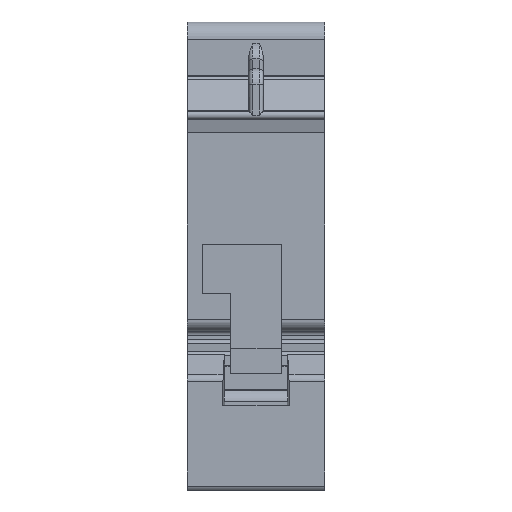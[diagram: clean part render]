
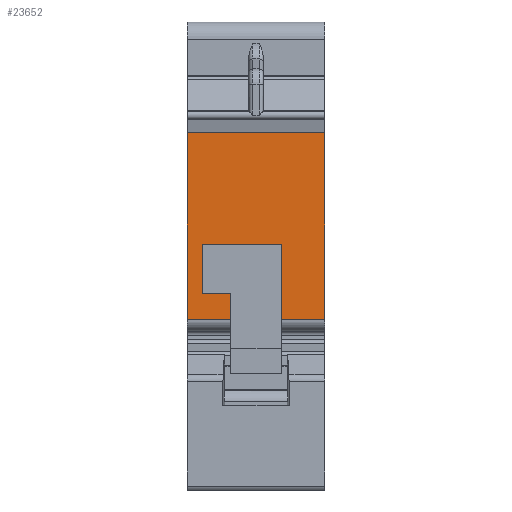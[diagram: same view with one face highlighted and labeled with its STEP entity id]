
A CAD part, front view. The second image highlights one B-rep face of the part: STEP entity #23652.
In plain terms, the highlighted planar face has unit normal (0, -1, 0).
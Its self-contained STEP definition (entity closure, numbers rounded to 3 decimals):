
#192 = EDGE_CURVE ( 'NONE', #3872, #8099, #41690, .T. ) ;
#560 = LINE ( 'NONE', #15298, #31561 ) ;
#1110 = ORIENTED_EDGE ( 'NONE', *, *, #192, .T. ) ;
#1921 = LINE ( 'NONE', #49551, #23503 ) ;
#1968 = ORIENTED_EDGE ( 'NONE', *, *, #41950, .F. ) ;
#2603 = VERTEX_POINT ( 'NONE', #43659 ) ;
#3872 = VERTEX_POINT ( 'NONE', #5023 ) ;
#5023 = CARTESIAN_POINT ( 'NONE',  ( -6.75, 0., -8.7 ) ) ;
#5100 = DIRECTION ( 'NONE',  ( 1., 0., 0. ) ) ;
#5330 = LINE ( 'NONE', #45092, #14893 ) ;
#5535 = ORIENTED_EDGE ( 'NONE', *, *, #43126, .T. ) ;
#6031 = CARTESIAN_POINT ( 'NONE',  ( -12.026, 0., 11.784 ) ) ;
#6862 = ORIENTED_EDGE ( 'NONE', *, *, #46364, .T. ) ;
#7388 = ORIENTED_EDGE ( 'NONE', *, *, #11179, .T. ) ;
#7562 = CARTESIAN_POINT ( 'NONE',  ( 8.75, 0., 11.784 ) ) ;
#7752 = CARTESIAN_POINT ( 'NONE',  ( -6.75, 0., 17.8 ) ) ;
#8099 = VERTEX_POINT ( 'NONE', #44574 ) ;
#8132 = CARTESIAN_POINT ( 'NONE',  ( 8.75, 0., -12. ) ) ;
#9187 = LINE ( 'NONE', #34754, #40150 ) ;
#9521 = LINE ( 'NONE', #22547, #51179 ) ;
#9710 = ORIENTED_EDGE ( 'NONE', *, *, #41750, .T. ) ;
#9842 = LINE ( 'NONE', #36319, #40812 ) ;
#9891 = DIRECTION ( 'NONE',  ( 1., 0., 0. ) ) ;
#10142 = DIRECTION ( 'NONE',  ( 1., 0., 0. ) ) ;
#10265 = CARTESIAN_POINT ( 'NONE',  ( -3.25, 0., -8.7 ) ) ;
#11179 = EDGE_CURVE ( 'NONE', #31197, #30814, #9521, .T. ) ;
#11377 = DIRECTION ( 'NONE',  ( 0., 1., 0. ) ) ;
#12137 = DIRECTION ( 'NONE',  ( 0., 0., -1. ) ) ;
#13849 = LINE ( 'NONE', #50909, #32767 ) ;
#14075 = FACE_OUTER_BOUND ( 'NONE', #18996, .T. ) ;
#14415 = AXIS2_PLACEMENT_3D ( 'NONE', #35597, #11377, #39630 ) ;
#14893 = VECTOR ( 'NONE', #20965, 1000. ) ;
#15298 = CARTESIAN_POINT ( 'NONE',  ( -3.25, 0., 17.8 ) ) ;
#15300 = PLANE ( 'NONE',  #14415 ) ;
#17590 = VERTEX_POINT ( 'NONE', #8132 ) ;
#18707 = DIRECTION ( 'NONE',  ( 0., 0., -1. ) ) ;
#18780 = LINE ( 'NONE', #6031, #49564 ) ;
#18996 = EDGE_LOOP ( 'NONE', ( #1968, #49487, #34978, #5535, #43752, #9710, #1110, #47740, #7388, #6862 ) ) ;
#20558 = VERTEX_POINT ( 'NONE', #10265 ) ;
#20965 = DIRECTION ( 'NONE',  ( 0., 0., 1. ) ) ;
#21898 = VERTEX_POINT ( 'NONE', #7562 ) ;
#22547 = CARTESIAN_POINT ( 'NONE',  ( 3.25, 0., 17.8 ) ) ;
#22795 = EDGE_CURVE ( 'NONE', #2603, #21898, #18780, .T. ) ;
#23503 = VECTOR ( 'NONE', #5100, 1000. ) ;
#23515 = VERTEX_POINT ( 'NONE', #50728 ) ;
#23652 = ADVANCED_FACE ( 'NONE', ( #14075 ), #15300, .F. ) ;
#23887 = CARTESIAN_POINT ( 'NONE',  ( 3.25, 0., -2.4 ) ) ;
#24333 = VECTOR ( 'NONE', #9891, 1000. ) ;
#27390 = EDGE_CURVE ( 'NONE', #8099, #31197, #35023, .T. ) ;
#30733 = DIRECTION ( 'NONE',  ( -1., 0., 0. ) ) ;
#30814 = VERTEX_POINT ( 'NONE', #32639 ) ;
#30976 = VECTOR ( 'NONE', #32140, 1000. ) ;
#31197 = VERTEX_POINT ( 'NONE', #23887 ) ;
#31561 = VECTOR ( 'NONE', #43504, 1000. ) ;
#32140 = DIRECTION ( 'NONE',  ( 0., 0., 1. ) ) ;
#32639 = CARTESIAN_POINT ( 'NONE',  ( 3.25, 0., -12. ) ) ;
#32767 = VECTOR ( 'NONE', #42978, 1000. ) ;
#33872 = CARTESIAN_POINT ( 'NONE',  ( -8.75, 0., -12. ) ) ;
#34754 = CARTESIAN_POINT ( 'NONE',  ( -8.75, 0., -8.7 ) ) ;
#34978 = ORIENTED_EDGE ( 'NONE', *, *, #36630, .F. ) ;
#35023 = LINE ( 'NONE', #50087, #24333 ) ;
#35597 = CARTESIAN_POINT ( 'NONE',  ( -8.75, 0., 17.8 ) ) ;
#36319 = CARTESIAN_POINT ( 'NONE',  ( 8.75, 0., -17.8 ) ) ;
#36630 = EDGE_CURVE ( 'NONE', #41662, #2603, #5330, .T. ) ;
#39630 = DIRECTION ( 'NONE',  ( 0., 0., 1. ) ) ;
#40150 = VECTOR ( 'NONE', #30733, 1000. ) ;
#40812 = VECTOR ( 'NONE', #12137, 1000. ) ;
#41662 = VERTEX_POINT ( 'NONE', #33872 ) ;
#41690 = LINE ( 'NONE', #7752, #30976 ) ;
#41750 = EDGE_CURVE ( 'NONE', #20558, #3872, #9187, .T. ) ;
#41950 = EDGE_CURVE ( 'NONE', #21898, #17590, #9842, .T. ) ;
#42978 = DIRECTION ( 'NONE',  ( 1., 0., 0. ) ) ;
#43126 = EDGE_CURVE ( 'NONE', #41662, #23515, #1921, .T. ) ;
#43504 = DIRECTION ( 'NONE',  ( 0., 0., 1. ) ) ;
#43659 = CARTESIAN_POINT ( 'NONE',  ( -8.75, 0., 11.784 ) ) ;
#43752 = ORIENTED_EDGE ( 'NONE', *, *, #51638, .T. ) ;
#44574 = CARTESIAN_POINT ( 'NONE',  ( -6.75, 0., -2.4 ) ) ;
#45092 = CARTESIAN_POINT ( 'NONE',  ( -8.75, 0., -17.8 ) ) ;
#46364 = EDGE_CURVE ( 'NONE', #30814, #17590, #13849, .T. ) ;
#47740 = ORIENTED_EDGE ( 'NONE', *, *, #27390, .T. ) ;
#49487 = ORIENTED_EDGE ( 'NONE', *, *, #22795, .F. ) ;
#49551 = CARTESIAN_POINT ( 'NONE',  ( -8.75, 0., -12. ) ) ;
#49564 = VECTOR ( 'NONE', #10142, 1000. ) ;
#50087 = CARTESIAN_POINT ( 'NONE',  ( -8.75, 0., -2.4 ) ) ;
#50728 = CARTESIAN_POINT ( 'NONE',  ( -3.25, 0., -12. ) ) ;
#50909 = CARTESIAN_POINT ( 'NONE',  ( -8.75, 0., -12. ) ) ;
#51179 = VECTOR ( 'NONE', #18707, 1000. ) ;
#51638 = EDGE_CURVE ( 'NONE', #23515, #20558, #560, .T. ) ;
